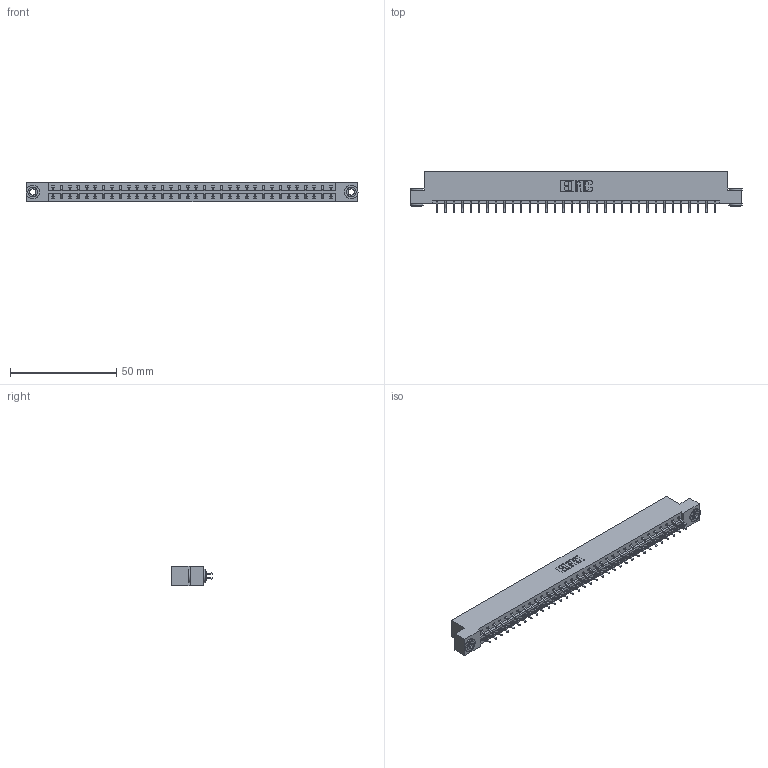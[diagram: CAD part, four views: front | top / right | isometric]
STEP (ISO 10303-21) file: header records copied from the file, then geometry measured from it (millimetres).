
FILE_DESCRIPTION (( 'STEP AP203' ), '1' );
FILE_NAME ('333-068-556-203.STEP', '2018-08-04T13:32:47', ( '' ), ( '' ), 'SwSTEP 2.0', 'SolidWorks 2016', '' );
FILE_SCHEMA (( 'CONFIG_CONTROL_DESIGN' ));
Length unit declared in the file: inch
Products named in the file (4): 333-068-556-203; 333 Part_Flush - .156 Dia - TH; 345-292-001_556 Tail; 345-250-002_345-250-002-102
Assembly tree (71 placements, depth 2):
  333-068-556-203
    333 Part_Flush - .156 Dia - TH
    345-292-001_556 Tail  x68
    345-250-002_345-250-002-102  x2
Bounding box: 156.26 x 19.57 x 9.4 mm (x, y, z)
Volume: 15895.2 mm3; surface area: 18860 mm2
Topology: 71 solids, 71 shells, 4096 faces, 12151 edges, 8006 vertices
Faces by surface type: plane 2800, cylinder 1288, cone 8
Entity records: 23778 total; most frequent: CARTESIAN_POINT 3941, ORIENTED_EDGE 3858, DIRECTION 3403, EDGE_CURVE 1929, VECTOR 1769, LINE 1769, VERTEX_POINT 1282, AXIS2_PLACEMENT_3D 817
